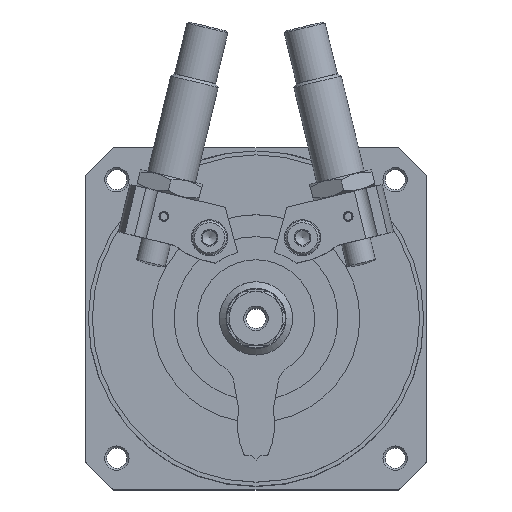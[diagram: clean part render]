
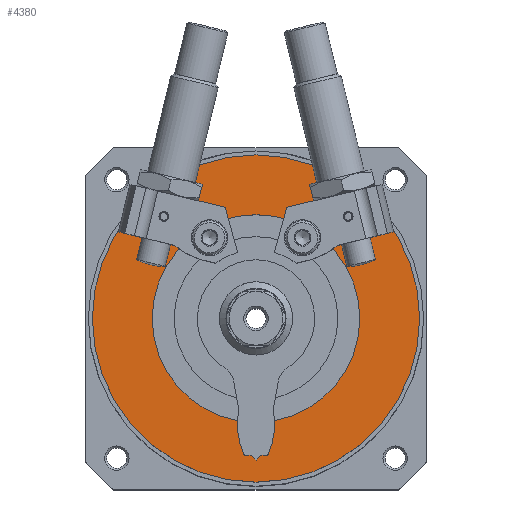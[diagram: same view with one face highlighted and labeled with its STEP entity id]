
A CAD part, top view. The second image highlights one B-rep face of the part: STEP entity #4380.
In plain terms, the highlighted face is planar.
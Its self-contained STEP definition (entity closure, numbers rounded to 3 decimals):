
#187=PLANE('',#4833);
#875=ORIENTED_EDGE('',*,*,#1956,.F.);
#876=ORIENTED_EDGE('',*,*,#1957,.T.);
#1956=EDGE_CURVE('',#2508,#2508,#2928,.T.);
#1957=EDGE_CURVE('',#2509,#2509,#2929,.T.);
#2508=VERTEX_POINT('',#7061);
#2509=VERTEX_POINT('',#7063);
#2928=CIRCLE('',#4834,33.5);
#2929=CIRCLE('',#4835,21.25);
#3254=EDGE_LOOP('',(#875));
#3255=EDGE_LOOP('',(#876));
#3779=FACE_BOUND('',#3254,.T.);
#3780=FACE_BOUND('',#3255,.T.);
#4380=ADVANCED_FACE('',(#3779,#3780),#187,.F.);
#4833=AXIS2_PLACEMENT_3D('',#7059,#5560,#5561);
#4834=AXIS2_PLACEMENT_3D('',#7060,#5562,#5563);
#4835=AXIS2_PLACEMENT_3D('',#7062,#5564,#5565);
#5560=DIRECTION('',(1.,0.,0.));
#5561=DIRECTION('',(0.,0.,-1.));
#5562=DIRECTION('',(1.,0.,0.));
#5563=DIRECTION('',(0.,0.,-1.));
#5564=DIRECTION('',(1.,0.,0.));
#5565=DIRECTION('',(0.,0.,-1.));
#7059=CARTESIAN_POINT('',(-63.,0.,0.));
#7060=CARTESIAN_POINT('',(-63.,0.,0.));
#7061=CARTESIAN_POINT('',(-63.,0.,-33.5));
#7062=CARTESIAN_POINT('',(-63.,0.,0.));
#7063=CARTESIAN_POINT('',(-63.,0.,-21.25));
